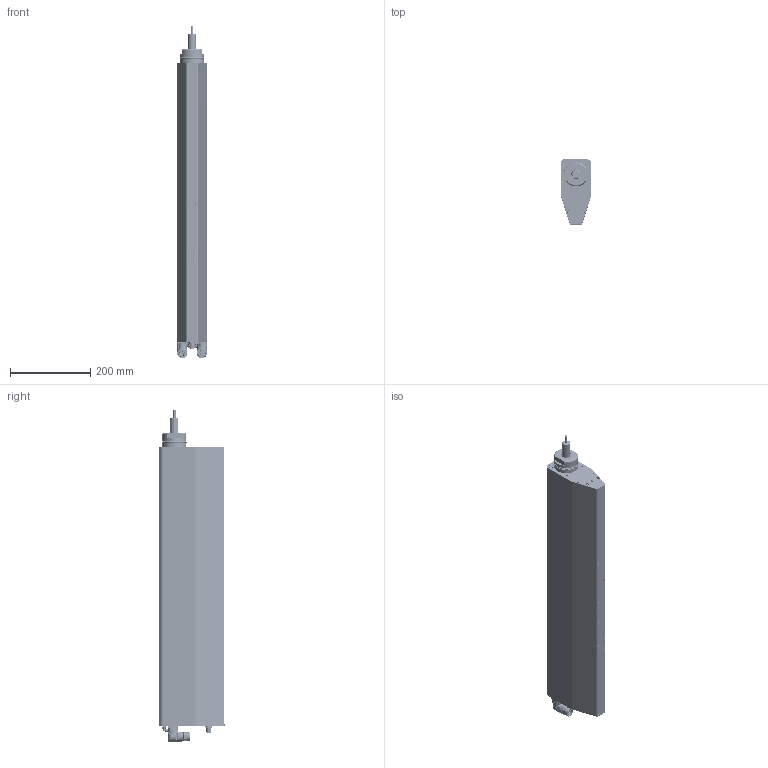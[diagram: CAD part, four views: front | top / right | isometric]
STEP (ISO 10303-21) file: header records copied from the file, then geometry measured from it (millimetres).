
FILE_DESCRIPTION (( 'STEP AP214' ), '1' );
FILE_NAME ('0186-1338_221123_PR02-70x100-C_48x240F-HP-C-150-L05_MS00_FS04.STEP', '2022-11-23T15:03:01', ( '' ), ( '' ), 'SwSTEP 2.0', 'SolidWorks 2022', '' );
FILE_SCHEMA (( 'AUTOMOTIVE_DESIGN' ));
Length unit declared in the file: millimetre
Products named in the file (4): RS02h-70-DA-582_L05_RS02k-70-DAv-20x380; Einzelteil_PR02-70x100-C_48x240F-HP-C-150-L05_MSxx_FS01; Pusher_150; 0186-1338_221123_PR02-70x100-C_48x240F-HP-C-150-L05_MS00_FS04
Assembly tree (3 placements, depth 2):
  0186-1338_221123_PR02-70x100-C_48x240F-HP-C-150-L05_MS00_FS04
    RS02h-70-DA-582_L05_RS02k-70-DAv-20x380
    Einzelteil_PR02-70x100-C_48x240F-HP-C-150-L05_MSxx_FS01
    Pusher_150
Bounding box: 75 x 162.5 x 828.62 mm (x, y, z)
Volume: 7609140.2 mm3; surface area: 470673.4 mm2
Topology: 54 solids, 55 shells, 6963 faces, 18685 edges, 11847 vertices
Faces by surface type: cone 2762, cylinder 2572, plane 1320, bspline 196, torus 103, sphere 10
Entity records: 252747 total; most frequent: CARTESIAN_POINT 77505, ORIENTED_EDGE 37062, DIRECTION 36334, EDGE_CURVE 18531, AXIS2_PLACEMENT_3D 14249, VERTEX_POINT 11847, LINE 7836, VECTOR 7836
